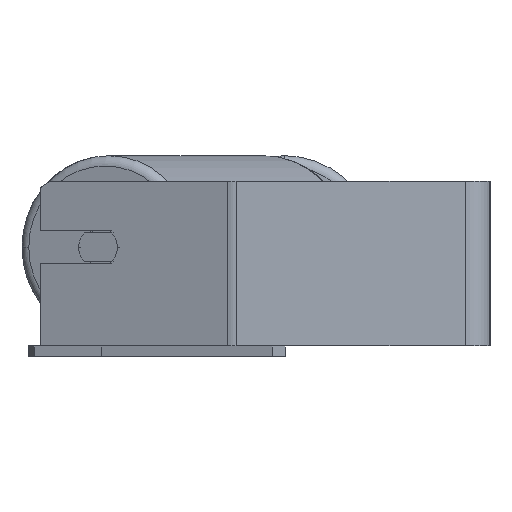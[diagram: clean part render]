
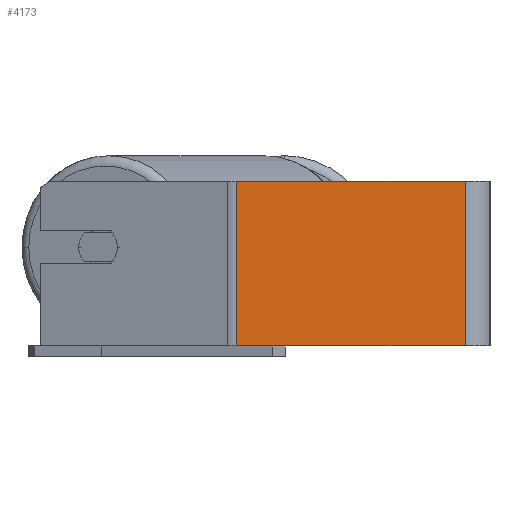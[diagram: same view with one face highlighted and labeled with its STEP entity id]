
A CAD part, left-side view. The second image highlights one B-rep face of the part: STEP entity #4173.
In plain terms, the highlighted planar face has unit normal (-1, 0, 0).
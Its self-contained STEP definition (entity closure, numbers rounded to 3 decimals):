
#96 = CARTESIAN_POINT ( 'NONE',  ( -400., 125.423, 40. ) ) ;
#418 = VERTEX_POINT ( 'NONE', #601 ) ;
#601 = CARTESIAN_POINT ( 'NONE',  ( -400., 123.307, 40. ) ) ;
#1285 = EDGE_CURVE ( 'NONE', #418, #4814, #4236, .T. ) ;
#1294 = VERTEX_POINT ( 'NONE', #5480 ) ;
#1481 = LINE ( 'NONE', #2911, #2120 ) ;
#1667 = AXIS2_PLACEMENT_3D ( 'NONE', #96, #5608, #6290 ) ;
#1853 = VECTOR ( 'NONE', #2932, 1000. ) ;
#2102 = ORIENTED_EDGE ( 'NONE', *, *, #2329, .F. ) ;
#2120 = VECTOR ( 'NONE', #7716, 1000. ) ;
#2196 = VERTEX_POINT ( 'NONE', #3062 ) ;
#2329 = EDGE_CURVE ( 'NONE', #4814, #1294, #8096, .T. ) ;
#2911 = CARTESIAN_POINT ( 'NONE',  ( -400., 123.307, 40. ) ) ;
#2932 = DIRECTION ( 'NONE',  ( 0., -1., 0. ) ) ;
#2946 = PLANE ( 'NONE',  #1667 ) ;
#3062 = CARTESIAN_POINT ( 'NONE',  ( -400., 123.307, -40. ) ) ;
#3307 = EDGE_CURVE ( 'NONE', #2196, #1294, #5504, .T. ) ;
#3418 = VECTOR ( 'NONE', #4495, 1000. ) ;
#3600 = FACE_OUTER_BOUND ( 'NONE', #5331, .T. ) ;
#3608 = ORIENTED_EDGE ( 'NONE', *, *, #1285, .F. ) ;
#4072 = EDGE_CURVE ( 'NONE', #418, #2196, #1481, .T. ) ;
#4156 = CARTESIAN_POINT ( 'NONE',  ( -400., 125.423, 40. ) ) ;
#4173 = ADVANCED_FACE ( 'NONE', ( #3600 ), #2946, .F. ) ;
#4236 = LINE ( 'NONE', #4156, #5741 ) ;
#4306 = ORIENTED_EDGE ( 'NONE', *, *, #4072, .T. ) ;
#4495 = DIRECTION ( 'NONE',  ( 0., 0., -1. ) ) ;
#4628 = CARTESIAN_POINT ( 'NONE',  ( -400., 12., 40. ) ) ;
#4792 = DIRECTION ( 'NONE',  ( 0., -1., 0. ) ) ;
#4814 = VERTEX_POINT ( 'NONE', #7872 ) ;
#4938 = ORIENTED_EDGE ( 'NONE', *, *, #3307, .T. ) ;
#5331 = EDGE_LOOP ( 'NONE', ( #4938, #2102, #3608, #4306 ) ) ;
#5480 = CARTESIAN_POINT ( 'NONE',  ( -400., 12., -40. ) ) ;
#5504 = LINE ( 'NONE', #6454, #1853 ) ;
#5608 = DIRECTION ( 'NONE',  ( 1., 0., 0. ) ) ;
#5741 = VECTOR ( 'NONE', #4792, 1000. ) ;
#6290 = DIRECTION ( 'NONE',  ( 0., 0., -1. ) ) ;
#6454 = CARTESIAN_POINT ( 'NONE',  ( -400., 125.423, -40. ) ) ;
#7716 = DIRECTION ( 'NONE',  ( 0., 0., -1. ) ) ;
#7872 = CARTESIAN_POINT ( 'NONE',  ( -400., 12., 40. ) ) ;
#8096 = LINE ( 'NONE', #4628, #3418 ) ;
